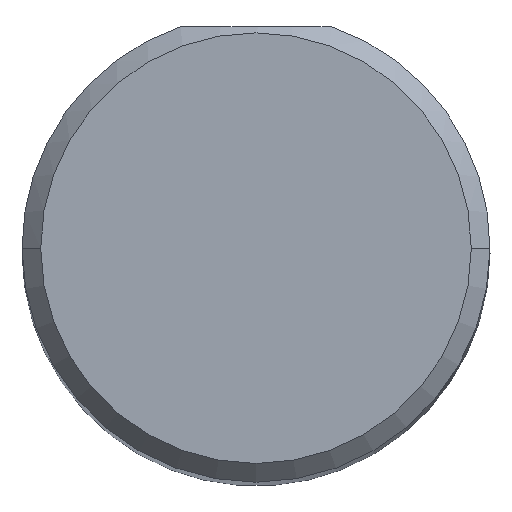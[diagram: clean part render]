
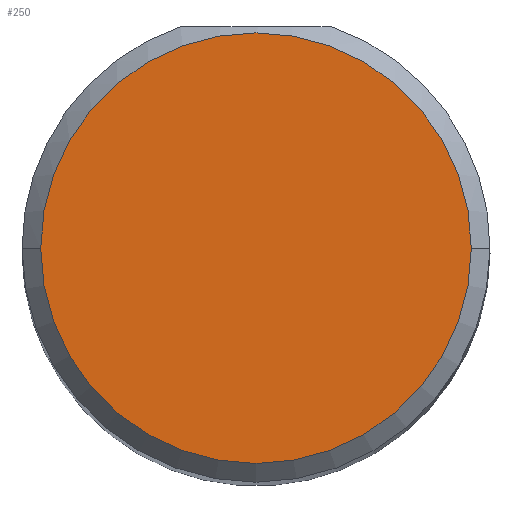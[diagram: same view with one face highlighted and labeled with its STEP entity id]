
A CAD part, top view. The second image highlights one B-rep face of the part: STEP entity #250.
In plain terms, the highlighted planar face has unit normal (0, 0, 1).
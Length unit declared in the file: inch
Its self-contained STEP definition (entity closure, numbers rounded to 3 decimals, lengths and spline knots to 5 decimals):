
#11 = CARTESIAN_POINT ( 'NONE',  ( 0.1725, 0., 2.5 ) ) ;
#20 = CARTESIAN_POINT ( 'NONE',  ( 0., 0., 2.5 ) ) ;
#94 = CIRCLE ( 'NONE', #284, 0.1725 ) ;
#116 = CARTESIAN_POINT ( 'NONE',  ( -0.1725, 0., 2.5 ) ) ;
#175 = DIRECTION ( 'NONE',  ( 1., 0., 0. ) ) ;
#193 = CIRCLE ( 'NONE', #466, 0.1725 ) ;
#196 = ORIENTED_EDGE ( 'NONE', *, *, #450, .T. ) ;
#208 = CARTESIAN_POINT ( 'NONE',  ( 0., 0., 2.5 ) ) ;
#222 = EDGE_LOOP ( 'NONE', ( #489, #196 ) ) ;
#226 = DIRECTION ( 'NONE',  ( 0., 0., 1. ) ) ;
#250 = ADVANCED_FACE ( 'NONE', ( #347 ), #356, .T. ) ;
#284 = AXIS2_PLACEMENT_3D ( 'NONE', #208, #432, #175 ) ;
#290 = DIRECTION ( 'NONE',  ( 1., 0., 0. ) ) ;
#321 = VERTEX_POINT ( 'NONE', #116 ) ;
#328 = CARTESIAN_POINT ( 'NONE',  ( 0., 0., 2.5 ) ) ;
#329 = EDGE_CURVE ( 'NONE', #321, #364, #193, .T. ) ;
#347 = FACE_OUTER_BOUND ( 'NONE', #222, .T. ) ;
#356 = PLANE ( 'NONE',  #379 ) ;
#364 = VERTEX_POINT ( 'NONE', #11 ) ;
#368 = DIRECTION ( 'NONE',  ( 0., 0., 1. ) ) ;
#379 = AXIS2_PLACEMENT_3D ( 'NONE', #20, #226, #395 ) ;
#395 = DIRECTION ( 'NONE',  ( 1., 0., 0. ) ) ;
#432 = DIRECTION ( 'NONE',  ( 0., 0., 1. ) ) ;
#450 = EDGE_CURVE ( 'NONE', #364, #321, #94, .T. ) ;
#466 = AXIS2_PLACEMENT_3D ( 'NONE', #328, #368, #290 ) ;
#489 = ORIENTED_EDGE ( 'NONE', *, *, #329, .T. ) ;
